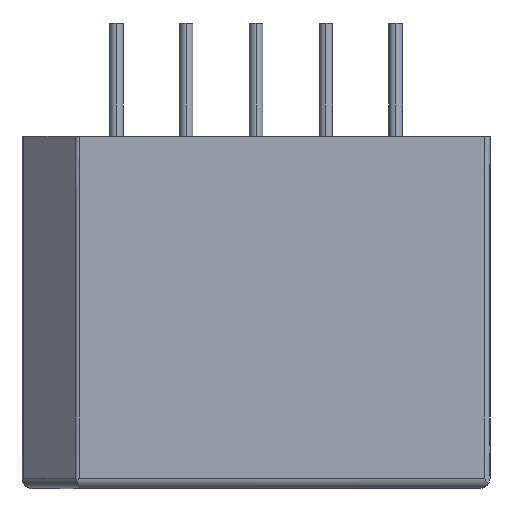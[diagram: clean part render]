
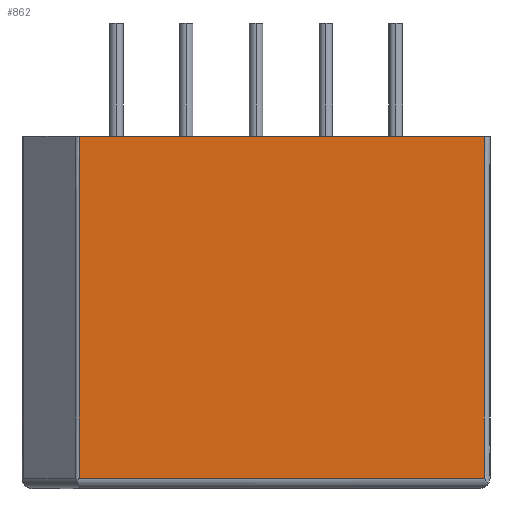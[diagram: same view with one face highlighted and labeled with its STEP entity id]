
A CAD part, left-side view. The second image highlights one B-rep face of the part: STEP entity #862.
In plain terms, the highlighted planar face has unit normal (-1, 0, 0).
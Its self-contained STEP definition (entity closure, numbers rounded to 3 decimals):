
#84=CARTESIAN_POINT('',(70.597,86.35,2.1));
#136=DIRECTION('',(0.,-1.,0.));
#137=VECTOR('',#136,14.717);
#138=CARTESIAN_POINT('',(70.597,86.35,2.1));
#139=LINE('',#138,#137);
#234=CARTESIAN_POINT('',(70.597,86.35,-10.32));
#298=DIRECTION('',(0.,1.,0.));
#299=VECTOR('',#298,14.717);
#300=CARTESIAN_POINT('',(70.597,71.633,-10.32));
#301=LINE('',#300,#299);
#302=DIRECTION('',(0.,0.,-1.));
#303=VECTOR('',#302,12.42);
#304=CARTESIAN_POINT('',(70.597,86.35,2.1));
#305=LINE('',#304,#303);
#320=DIRECTION('',(0.,0.,-1.));
#321=VECTOR('',#320,12.42);
#322=CARTESIAN_POINT('',(70.597,71.633,2.1));
#323=LINE('',#322,#321);
#553=VERTEX_POINT('',#84);
#554=CARTESIAN_POINT('',(70.597,71.633,2.1));
#555=VERTEX_POINT('',#554);
#590=VERTEX_POINT('',#234);
#591=CARTESIAN_POINT('',(70.597,71.633,-10.32));
#592=VERTEX_POINT('',#591);
#850=CARTESIAN_POINT('',(70.597,86.35,2.1));
#851=DIRECTION('',(-1.,0.,0.));
#852=DIRECTION('',(0.,-1.,0.));
#853=AXIS2_PLACEMENT_3D('',#850,#851,#852);
#854=PLANE('',#853);
#855=ORIENTED_EDGE('',*,*,#839,.T.);
#856=ORIENTED_EDGE('',*,*,#750,.F.);
#857=ORIENTED_EDGE('',*,*,#680,.T.);
#859=ORIENTED_EDGE('',*,*,#858,.T.);
#860=EDGE_LOOP('',(#855,#856,#857,#859));
#861=FACE_OUTER_BOUND('',#860,.F.);
#680=EDGE_CURVE('',#553,#555,#139,.T.);
#750=EDGE_CURVE('',#553,#590,#305,.T.);
#839=EDGE_CURVE('',#592,#590,#301,.T.);
#858=EDGE_CURVE('',#555,#592,#323,.T.);
#862=ADVANCED_FACE('',(#861),#854,.T.);
